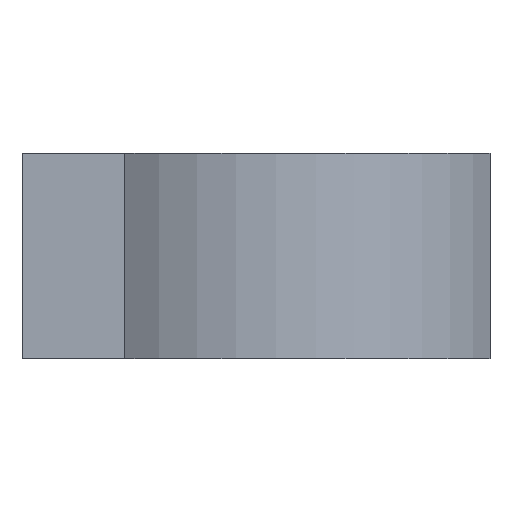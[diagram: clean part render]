
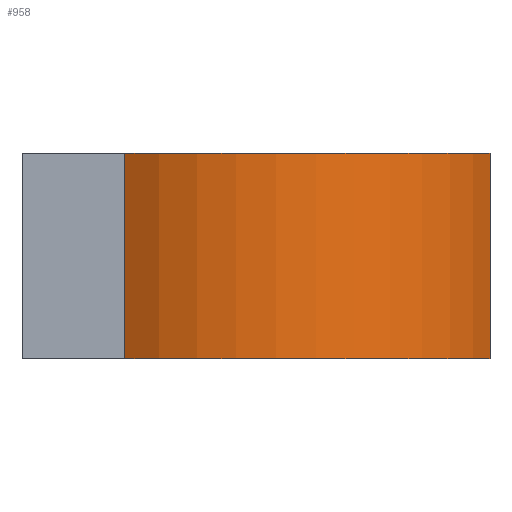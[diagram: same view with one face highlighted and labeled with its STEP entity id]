
A CAD part, left-side view. The second image highlights one B-rep face of the part: STEP entity #958.
In plain terms, the highlighted cylindrical face has radius 7.05 mm (diameter 14.1 mm), a partial arc.
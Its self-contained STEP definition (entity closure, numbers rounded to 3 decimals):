
#72 = PLANE('',#73);
#73 = AXIS2_PLACEMENT_3D('',#74,#75,#76);
#74 = CARTESIAN_POINT('',(2.47,-10.297,3.));
#75 = DIRECTION('',(0.,0.,-1.));
#76 = DIRECTION('',(-1.,0.,0.));
#126 = PLANE('',#127);
#127 = AXIS2_PLACEMENT_3D('',#128,#129,#130);
#128 = CARTESIAN_POINT('',(2.47,-10.297,-3.));
#129 = DIRECTION('',(0.,0.,-1.));
#130 = DIRECTION('',(-1.,0.,0.));
#186 = PLANE('',#187);
#187 = AXIS2_PLACEMENT_3D('',#188,#189,#190);
#188 = CARTESIAN_POINT('',(-2.47,-10.297,-3.));
#189 = DIRECTION('',(1.,0.,0.));
#190 = DIRECTION('',(0.,-1.,0.));
#423 = VERTEX_POINT('',#424);
#424 = CARTESIAN_POINT('',(-5.771,-3.,-3.));
#438 = PLANE('',#439);
#439 = AXIS2_PLACEMENT_3D('',#440,#441,#442);
#440 = CARTESIAN_POINT('',(-13.,-3.,-3.));
#441 = DIRECTION('',(0.,1.,0.));
#442 = DIRECTION('',(1.,0.,0.));
#450 = EDGE_CURVE('',#423,#451,#453,.T.);
#451 = VERTEX_POINT('',#452);
#452 = CARTESIAN_POINT('',(-2.47,-13.653,-3.));
#453 = SURFACE_CURVE('',#454,(#459,#470),.PCURVE_S1.);
#454 = CIRCLE('',#455,7.05);
#455 = AXIS2_PLACEMENT_3D('',#456,#457,#458);
#456 = CARTESIAN_POINT('',(0.,-7.05,-3.));
#457 = DIRECTION('',(0.,0.,1.));
#458 = DIRECTION('',(1.,0.,0.));
#459 = PCURVE('',#126,#460);
#460 = DEFINITIONAL_REPRESENTATION('',(#461),#469);
#461 = ( BOUNDED_CURVE() B_SPLINE_CURVE(2,(#462,#463,#464,#465,#466,#467
,#468),.UNSPECIFIED.,.F.,.F.) B_SPLINE_CURVE_WITH_KNOTS((1,2,2,2,2,1),(
    -2.094,0.,2.094,4.189,6.283,
8.378),.UNSPECIFIED.) CURVE() GEOMETRIC_REPRESENTATION_ITEM() 
RATIONAL_B_SPLINE_CURVE((1.,0.5,1.,0.5,1.,0.5,1.)) REPRESENTATION_ITEM(
  '') );
#462 = CARTESIAN_POINT('',(-4.58,3.247));
#463 = CARTESIAN_POINT('',(-4.58,15.458));
#464 = CARTESIAN_POINT('',(5.995,9.353));
#465 = CARTESIAN_POINT('',(16.57,3.247));
#466 = CARTESIAN_POINT('',(5.995,-2.858));
#467 = CARTESIAN_POINT('',(-4.58,-8.964));
#468 = CARTESIAN_POINT('',(-4.58,3.247));
#469 = ( GEOMETRIC_REPRESENTATION_CONTEXT(2) 
PARAMETRIC_REPRESENTATION_CONTEXT() REPRESENTATION_CONTEXT('2D SPACE',''
  ) );
#470 = PCURVE('',#471,#476);
#471 = CYLINDRICAL_SURFACE('',#472,7.05);
#472 = AXIS2_PLACEMENT_3D('',#473,#474,#475);
#473 = CARTESIAN_POINT('',(0.,-7.05,-3.));
#474 = DIRECTION('',(-0.,-0.,-1.));
#475 = DIRECTION('',(1.,0.,0.));
#476 = DEFINITIONAL_REPRESENTATION('',(#477),#481);
#477 = LINE('',#478,#479);
#478 = CARTESIAN_POINT('',(-0.,0.));
#479 = VECTOR('',#480,1.);
#480 = DIRECTION('',(-1.,0.));
#481 = ( GEOMETRIC_REPRESENTATION_CONTEXT(2) 
PARAMETRIC_REPRESENTATION_CONTEXT() REPRESENTATION_CONTEXT('2D SPACE',''
  ) );
#603 = VERTEX_POINT('',#604);
#604 = CARTESIAN_POINT('',(-5.771,-3.,3.));
#625 = EDGE_CURVE('',#603,#626,#628,.T.);
#626 = VERTEX_POINT('',#627);
#627 = CARTESIAN_POINT('',(-2.47,-13.653,3.));
#628 = SURFACE_CURVE('',#629,(#634,#645),.PCURVE_S1.);
#629 = CIRCLE('',#630,7.05);
#630 = AXIS2_PLACEMENT_3D('',#631,#632,#633);
#631 = CARTESIAN_POINT('',(0.,-7.05,3.));
#632 = DIRECTION('',(0.,0.,1.));
#633 = DIRECTION('',(1.,0.,0.));
#634 = PCURVE('',#72,#635);
#635 = DEFINITIONAL_REPRESENTATION('',(#636),#644);
#636 = ( BOUNDED_CURVE() B_SPLINE_CURVE(2,(#637,#638,#639,#640,#641,#642
,#643),.UNSPECIFIED.,.F.,.F.) B_SPLINE_CURVE_WITH_KNOTS((1,2,2,2,2,1),(
    -2.094,0.,2.094,4.189,6.283,
8.378),.UNSPECIFIED.) CURVE() GEOMETRIC_REPRESENTATION_ITEM() 
RATIONAL_B_SPLINE_CURVE((1.,0.5,1.,0.5,1.,0.5,1.)) REPRESENTATION_ITEM(
  '') );
#637 = CARTESIAN_POINT('',(-4.58,3.247));
#638 = CARTESIAN_POINT('',(-4.58,15.458));
#639 = CARTESIAN_POINT('',(5.995,9.353));
#640 = CARTESIAN_POINT('',(16.57,3.247));
#641 = CARTESIAN_POINT('',(5.995,-2.858));
#642 = CARTESIAN_POINT('',(-4.58,-8.964));
#643 = CARTESIAN_POINT('',(-4.58,3.247));
#644 = ( GEOMETRIC_REPRESENTATION_CONTEXT(2) 
PARAMETRIC_REPRESENTATION_CONTEXT() REPRESENTATION_CONTEXT('2D SPACE',''
  ) );
#645 = PCURVE('',#471,#646);
#646 = DEFINITIONAL_REPRESENTATION('',(#647),#651);
#647 = LINE('',#648,#649);
#648 = CARTESIAN_POINT('',(-0.,-6.));
#649 = VECTOR('',#650,1.);
#650 = DIRECTION('',(-1.,0.));
#651 = ( GEOMETRIC_REPRESENTATION_CONTEXT(2) 
PARAMETRIC_REPRESENTATION_CONTEXT() REPRESENTATION_CONTEXT('2D SPACE',''
  ) );
#680 = EDGE_CURVE('',#451,#626,#681,.T.);
#681 = SURFACE_CURVE('',#682,(#686,#693),.PCURVE_S1.);
#682 = LINE('',#683,#684);
#683 = CARTESIAN_POINT('',(-2.47,-13.653,-3.));
#684 = VECTOR('',#685,1.);
#685 = DIRECTION('',(0.,0.,1.));
#686 = PCURVE('',#186,#687);
#687 = DEFINITIONAL_REPRESENTATION('',(#688),#692);
#688 = LINE('',#689,#690);
#689 = CARTESIAN_POINT('',(3.356,0.));
#690 = VECTOR('',#691,1.);
#691 = DIRECTION('',(0.,-1.));
#692 = ( GEOMETRIC_REPRESENTATION_CONTEXT(2) 
PARAMETRIC_REPRESENTATION_CONTEXT() REPRESENTATION_CONTEXT('2D SPACE',''
  ) );
#693 = PCURVE('',#471,#694);
#694 = DEFINITIONAL_REPRESENTATION('',(#695),#699);
#695 = LINE('',#696,#697);
#696 = CARTESIAN_POINT('',(-4.354,0.));
#697 = VECTOR('',#698,1.);
#698 = DIRECTION('',(-0.,-1.));
#699 = ( GEOMETRIC_REPRESENTATION_CONTEXT(2) 
PARAMETRIC_REPRESENTATION_CONTEXT() REPRESENTATION_CONTEXT('2D SPACE',''
  ) );
#911 = EDGE_CURVE('',#423,#603,#912,.T.);
#912 = SURFACE_CURVE('',#913,(#917,#924),.PCURVE_S1.);
#913 = LINE('',#914,#915);
#914 = CARTESIAN_POINT('',(-5.771,-3.,-3.));
#915 = VECTOR('',#916,1.);
#916 = DIRECTION('',(0.,0.,1.));
#917 = PCURVE('',#438,#918);
#918 = DEFINITIONAL_REPRESENTATION('',(#919),#923);
#919 = LINE('',#920,#921);
#920 = CARTESIAN_POINT('',(7.229,0.));
#921 = VECTOR('',#922,1.);
#922 = DIRECTION('',(0.,-1.));
#923 = ( GEOMETRIC_REPRESENTATION_CONTEXT(2) 
PARAMETRIC_REPRESENTATION_CONTEXT() REPRESENTATION_CONTEXT('2D SPACE',''
  ) );
#924 = PCURVE('',#471,#925);
#925 = DEFINITIONAL_REPRESENTATION('',(#926),#930);
#926 = LINE('',#927,#928);
#927 = CARTESIAN_POINT('',(-2.53,0.));
#928 = VECTOR('',#929,1.);
#929 = DIRECTION('',(-0.,-1.));
#930 = ( GEOMETRIC_REPRESENTATION_CONTEXT(2) 
PARAMETRIC_REPRESENTATION_CONTEXT() REPRESENTATION_CONTEXT('2D SPACE',''
  ) );
#958 = ADVANCED_FACE('',(#959),#471,.T.);
#959 = FACE_BOUND('',#960,.F.);
#960 = EDGE_LOOP('',(#961,#962,#963,#964));
#961 = ORIENTED_EDGE('',*,*,#911,.T.);
#962 = ORIENTED_EDGE('',*,*,#625,.T.);
#963 = ORIENTED_EDGE('',*,*,#680,.F.);
#964 = ORIENTED_EDGE('',*,*,#450,.F.);
